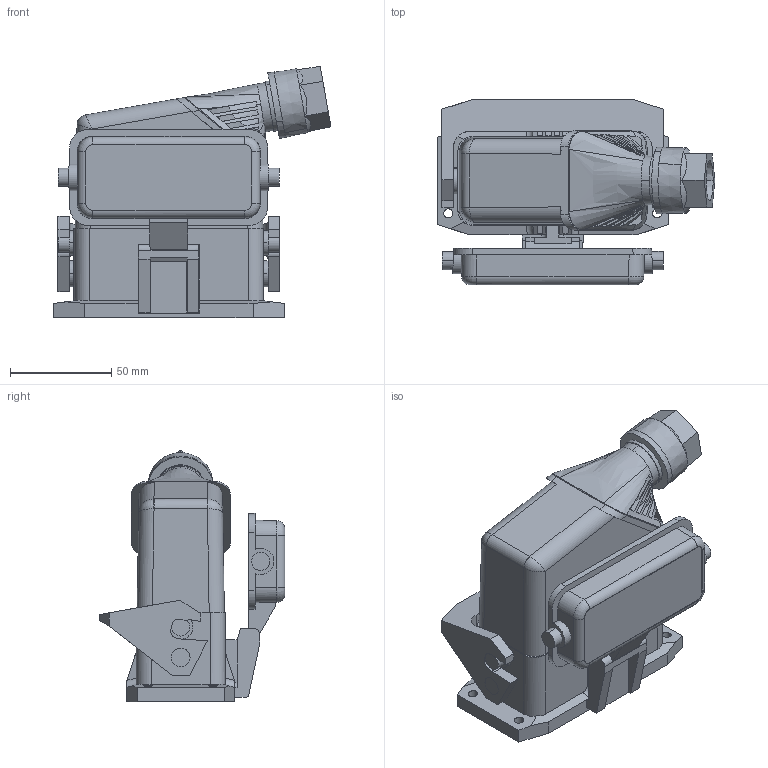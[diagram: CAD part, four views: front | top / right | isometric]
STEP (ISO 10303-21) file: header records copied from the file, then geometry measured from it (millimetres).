
FILE_DESCRIPTION(/* description */ ('Alibre Inc.'),/* implementation_level */ '2;1');
FILE_NAME(/* name */ 'export-75F37081-CBDC-43AB-9BCB-531FE562385C',/* time_stamp */ '2021-08-09T13:40:34+02:00',/* author */ (''),/* organization */ (''),/* preprocessor_version */ 'ST-DEVELOPER v17',/* originating_system */ 'Alibre',/* authorisation */ '');
FILE_SCHEMA (('AUTOMOTIVE_DESIGN'));
Length unit declared in the file: millimetre
Products named in the file (2): 1408793_HC_EVO_B16PT_BWSC_HH_M25_PLRBK-select
Bounding box: 136.96 x 91.54 x 123.86 mm (x, y, z)
Volume: 551085.4 mm3; surface area: 72291.7 mm2
Topology: 1 solids, 1 shells, 361 faces, 996 edges, 652 vertices
Faces by surface type: plane 219, cylinder 110, bspline 24, cone 8
Entity records: 23173 total; most frequent: CARTESIAN_POINT 14390, ORIENTED_EDGE 1988, DIRECTION 1508, EDGE_CURVE 994, VERTEX_POINT 652, VECTOR 605, LINE 605, AXIS2_PLACEMENT_3D 558
